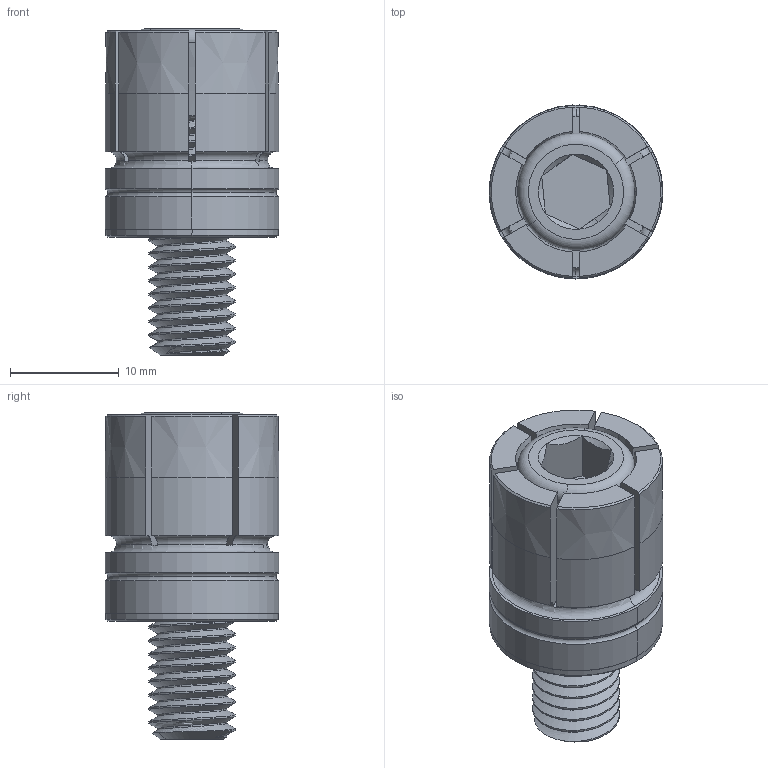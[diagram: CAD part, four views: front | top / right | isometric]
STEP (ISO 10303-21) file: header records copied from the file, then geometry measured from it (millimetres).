
FILE_DESCRIPTION (( 'STEP AP214' ), '1' );
FILE_NAME ('38760.STEP', '2016-02-25T14:42:13', ( 'Mike W' ), ( '' ), 'SwSTEP 2.0', 'SolidWorks 2015', '' );
FILE_SCHEMA (( 'AUTOMOTIVE_DESIGN' ));
Length unit declared in the file: inch
Products named in the file (3): 38020S_38020S; 387601_387601; 38760
Assembly tree (2 placements, depth 2):
  38760
    387601_387601
    38020S_38020S
Bounding box: 16 x 16 x 30 mm (x, y, z)
Volume: 3576.2 mm3; surface area: 3477.4 mm2
Topology: 2 solids, 2 shells, 190 faces, 525 edges, 342 vertices
Faces by surface type: cylinder 92, plane 43, cone 39, torus 14, bspline 2
Entity records: 8409 total; most frequent: CARTESIAN_POINT 3923, ORIENTED_EDGE 1050, DIRECTION 811, EDGE_CURVE 525, VERTEX_POINT 342, AXIS2_PLACEMENT_3D 320, EDGE_LOOP 195, ADVANCED_FACE 190
